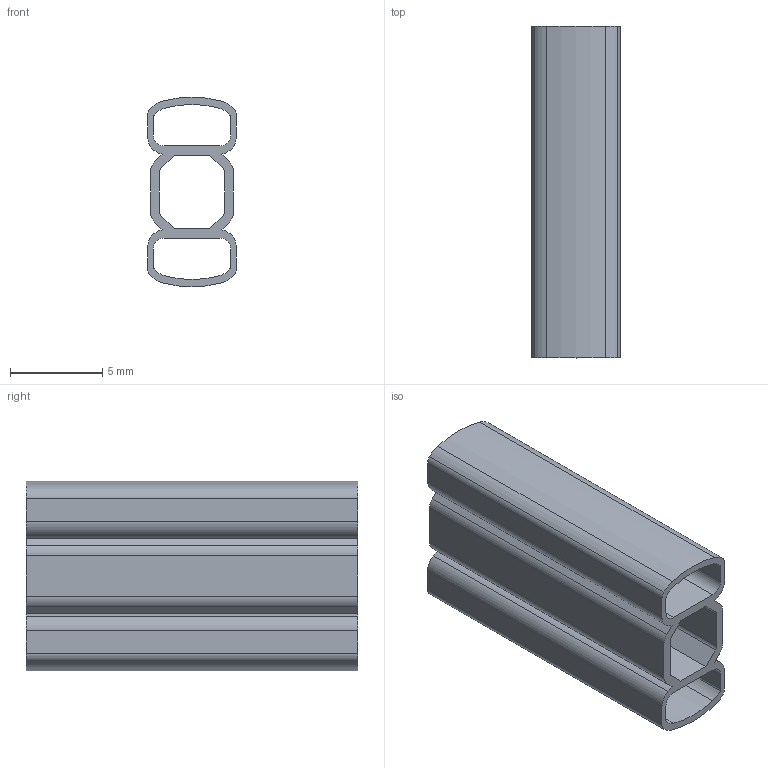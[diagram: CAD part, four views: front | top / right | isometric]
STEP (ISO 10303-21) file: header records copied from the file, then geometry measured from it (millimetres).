
FILE_DESCRIPTION(('CATIA V5R24 STEP','CAx-IF Rec.Pracs.--- Model Styling and Organization---1.2---2011-12-15'),'2;1');
FILE_NAME ('D1458763_0_1891790000_1891790000.stp','2015-11-27T14:26:45+00:00',('none'),('Weidmueller'),'CATIA Version 5-6 Release 2014 SP4','CATIA V5 STEP AP214','none');
FILE_SCHEMA(('AUTOMOTIVE_DESIGN { 1 0 10303 214 1 1 1 1 }'));
Length unit declared in the file: millimetre
Products named in the file (1): TM 1/18 TWIN HF/HB
Bounding box: 4.8 x 18 x 10.3 mm (x, y, z)
Volume: 262.3 mm3; surface area: 1224 mm2
Topology: 1 solids, 1 shells, 66 faces, 192 edges, 128 vertices
Faces by surface type: cylinder 40, plane 26
Entity records: 2213 total; most frequent: ORIENTED_EDGE 384, CARTESIAN_POINT 381, DIRECTION 312, EDGE_CURVE 192, AXIS2_PLACEMENT_3D 141, VERTEX_POINT 128, VECTOR 112, LINE 112
